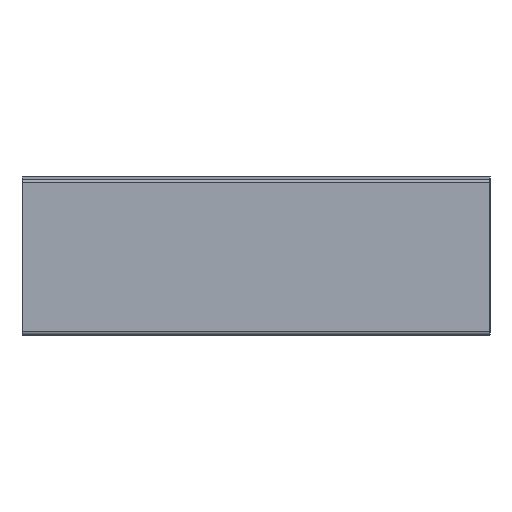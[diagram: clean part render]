
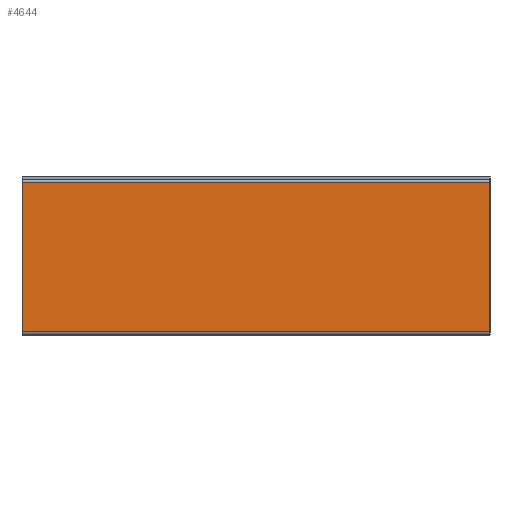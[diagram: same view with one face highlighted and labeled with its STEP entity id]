
A CAD part, left-side view. The second image highlights one B-rep face of the part: STEP entity #4644.
In plain terms, the highlighted planar face has unit normal (-1, 0, 0).
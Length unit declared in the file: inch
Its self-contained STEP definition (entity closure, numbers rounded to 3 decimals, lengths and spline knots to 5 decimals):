
#144 = CARTESIAN_POINT ( 'NONE',  ( -6., -6., 0.086 ) ) ;
#538 = LINE ( 'NONE', #2056, #645 ) ;
#612 = ORIENTED_EDGE ( 'NONE', *, *, #5626, .T. ) ;
#645 = VECTOR ( 'NONE', #1476, 39.37008 ) ;
#772 = VERTEX_POINT ( 'NONE', #6380 ) ;
#893 = DIRECTION ( 'NONE',  ( -1., 0., 0. ) ) ;
#1003 = CARTESIAN_POINT ( 'NONE',  ( -6., 6., 0.086 ) ) ;
#1163 = EDGE_CURVE ( 'NONE', #5831, #5577, #2576, .T. ) ;
#1297 = EDGE_CURVE ( 'NONE', #5428, #5577, #1317, .T. ) ;
#1315 = EDGE_CURVE ( 'NONE', #5831, #772, #6504, .T. ) ;
#1317 = LINE ( 'NONE', #5382, #2231 ) ;
#1350 = CARTESIAN_POINT ( 'NONE',  ( -6., -6., 0.057 ) ) ;
#1476 = DIRECTION ( 'NONE',  ( 0., 1., 0. ) ) ;
#1590 = VECTOR ( 'NONE', #4435, 39.37008 ) ;
#1757 = DIRECTION ( 'NONE',  ( 0., 0., -1. ) ) ;
#1909 = PLANE ( 'NONE',  #5825 ) ;
#2056 = CARTESIAN_POINT ( 'NONE',  ( -6., 6., 3.914 ) ) ;
#2231 = VECTOR ( 'NONE', #1757, 39.37008 ) ;
#2310 = DIRECTION ( 'NONE',  ( 0., 0., 1. ) ) ;
#2576 = LINE ( 'NONE', #144, #3746 ) ;
#2928 = FACE_OUTER_BOUND ( 'NONE', #4293, .T. ) ;
#2935 = ORIENTED_EDGE ( 'NONE', *, *, #1297, .T. ) ;
#3389 = CARTESIAN_POINT ( 'NONE',  ( -6., -6., 0.086 ) ) ;
#3746 = VECTOR ( 'NONE', #6336, 39.37008 ) ;
#4293 = EDGE_LOOP ( 'NONE', ( #2935, #5383, #5609, #612 ) ) ;
#4435 = DIRECTION ( 'NONE',  ( 0., 0., 1. ) ) ;
#4644 = ADVANCED_FACE ( 'NONE', ( #2928 ), #1909, .T. ) ;
#5382 = CARTESIAN_POINT ( 'NONE',  ( -6., 6., 0.057 ) ) ;
#5383 = ORIENTED_EDGE ( 'NONE', *, *, #1163, .F. ) ;
#5428 = VERTEX_POINT ( 'NONE', #6091 ) ;
#5541 = CARTESIAN_POINT ( 'NONE',  ( -6., 6., 0.047 ) ) ;
#5577 = VERTEX_POINT ( 'NONE', #1003 ) ;
#5609 = ORIENTED_EDGE ( 'NONE', *, *, #1315, .T. ) ;
#5626 = EDGE_CURVE ( 'NONE', #772, #5428, #538, .T. ) ;
#5825 = AXIS2_PLACEMENT_3D ( 'NONE', #5541, #893, #2310 ) ;
#5831 = VERTEX_POINT ( 'NONE', #3389 ) ;
#6091 = CARTESIAN_POINT ( 'NONE',  ( -6., 6., 3.914 ) ) ;
#6336 = DIRECTION ( 'NONE',  ( 0., 1., 0. ) ) ;
#6380 = CARTESIAN_POINT ( 'NONE',  ( -6., -6., 3.914 ) ) ;
#6504 = LINE ( 'NONE', #1350, #1590 ) ;
